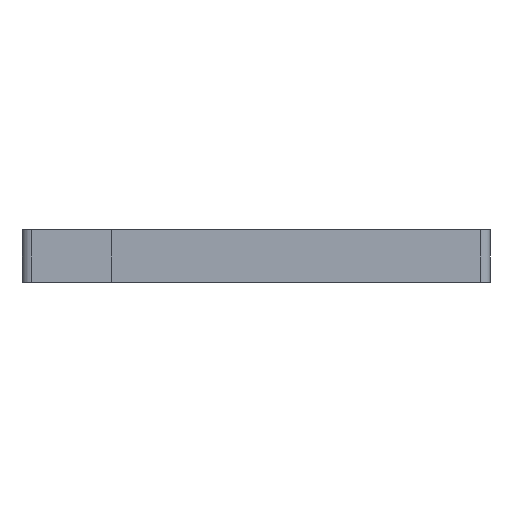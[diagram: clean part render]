
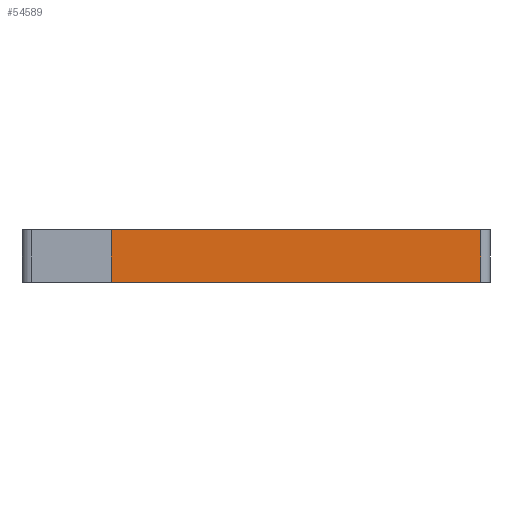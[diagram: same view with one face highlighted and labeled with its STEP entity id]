
A CAD part, left-side view. The second image highlights one B-rep face of the part: STEP entity #54589.
In plain terms, the highlighted face is planar.
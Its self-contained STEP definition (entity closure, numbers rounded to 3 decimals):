
#538=FACE_OUTER_BOUND('',#3278,.T.);
#3278=EDGE_LOOP('',(#36785,#36786,#36787,#36788));
#6386=LINE('',#73838,#14390);
#6842=LINE('',#74940,#14846);
#6900=LINE('',#75059,#14904);
#6901=LINE('',#75061,#14905);
#14390=VECTOR('',#60263,10.);
#14846=VECTOR('',#60871,10.);
#14904=VECTOR('',#60957,10.);
#14905=VECTOR('',#60960,10.);
#22347=VERTEX_POINT('',#73835);
#22348=VERTEX_POINT('',#73837);
#22733=VERTEX_POINT('',#74937);
#22734=VERTEX_POINT('',#74939);
#27848=EDGE_CURVE('',#22347,#22348,#6386,.T.);
#28317=EDGE_CURVE('',#22733,#22734,#6842,.T.);
#28378=EDGE_CURVE('',#22733,#22348,#6900,.T.);
#28379=EDGE_CURVE('',#22734,#22347,#6901,.T.);
#36785=ORIENTED_EDGE('',*,*,#28317,.F.);
#36786=ORIENTED_EDGE('',*,*,#28378,.T.);
#36787=ORIENTED_EDGE('',*,*,#27848,.F.);
#36788=ORIENTED_EDGE('',*,*,#28379,.F.);
#51865=PLANE('',#57346);
#54589=ADVANCED_FACE('',(#538),#51865,.T.);
#57346=AXIS2_PLACEMENT_3D('',#75060,#60958,#60959);
#60263=DIRECTION('',(0.,-1.,0.));
#60871=DIRECTION('',(0.,1.,0.));
#60957=DIRECTION('',(0.,0.,-1.));
#60958=DIRECTION('center_axis',(1.,0.,0.));
#60959=DIRECTION('ref_axis',(0.,-1.,0.));
#60960=DIRECTION('',(0.,0.,-1.));
#73835=CARTESIAN_POINT('',(337.875,2.,-13.2));
#73837=CARTESIAN_POINT('',(337.875,-95.25,-13.2));
#73838=CARTESIAN_POINT('',(337.875,-27.575,-13.2));
#74937=CARTESIAN_POINT('',(337.875,-95.25,0.7));
#74939=CARTESIAN_POINT('',(337.875,2.,0.7));
#74940=CARTESIAN_POINT('',(337.875,-41.,0.7));
#75059=CARTESIAN_POINT('',(337.875,-95.25,0.7));
#75060=CARTESIAN_POINT('Origin',(337.875,2.,0.7));
#75061=CARTESIAN_POINT('',(337.875,2.,0.7));
